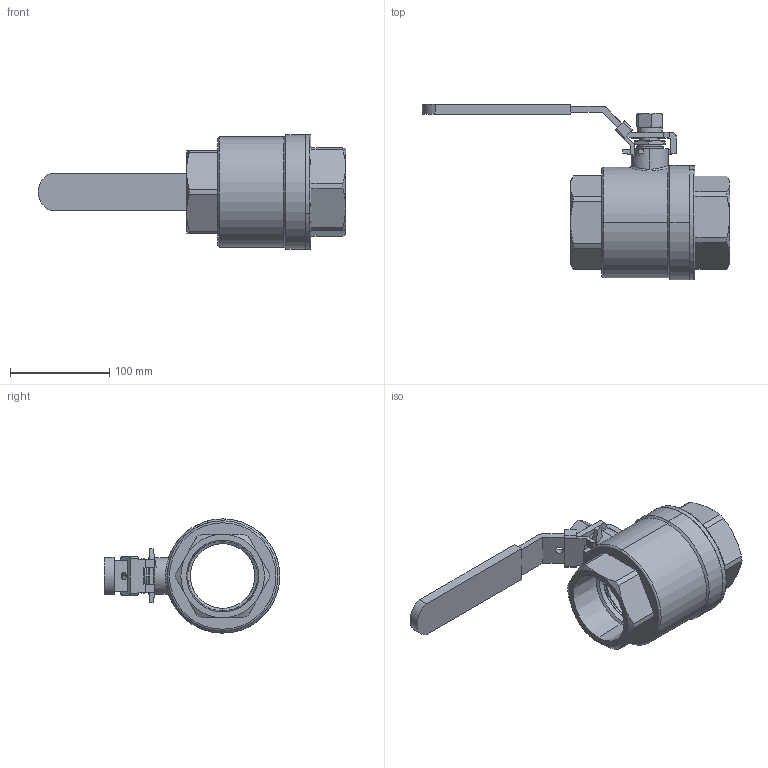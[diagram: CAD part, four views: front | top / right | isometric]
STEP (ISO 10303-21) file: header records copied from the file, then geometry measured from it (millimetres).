
FILE_DESCRIPTION (( 'STEP AP214' ), '1' );
FILE_NAME ('212QF278.STEP', '2024-06-26T03:38:33', ( 'Windows 蚚誧' ), ( 'Organization' ), 'SwSTEP 2.0', 'SolidWorks 2022', '' );
FILE_SCHEMA (( 'AUTOMOTIVE_DESIGN' ));
Length unit declared in the file: millimetre
Products named in the file (13): СƬ212; 212QF278; 212參忒; 笢諳212; 球垫212; 跡擘212M27; 湮え212; A2N笢粣212; QF212⑩ 21.2; 212极; hex nuts, style 1-grades ab gb_GB_FASTENER_NUT_SNAB1 M16-N; spring lock washers--normal type gb_GB_FASTENER_WASHER_SW 16; 212裔
Assembly tree (13 placements, depth 2):
  212QF278
    212极
    212裔
    球垫212  x2
    СƬ212
    212參忒
    QF212⑩ 21.2
    A2N笢粣212
    笢諳212
    跡擘212M27
    spring lock washers--normal type gb_GB_FASTENER_WASHER_SW 16
    hex nuts, style 1-grades ab gb_GB_FASTENER_NUT_SNAB1 M16-N
    湮え212
Bounding box: 309 x 176.6 x 115 mm (x, y, z)
Volume: 787734.5 mm3; surface area: 243679.7 mm2
Topology: 14 solids, 14 shells, 1042 faces, 2918 edges, 1919 vertices
Faces by surface type: cylinder 442, bspline 386, plane 147, cone 55, torus 10, sphere 2
Entity records: 621702 total; most frequent: CARTESIAN_POINT 600548, ORIENTED_EDGE 5782, EDGE_CURVE 2891, DIRECTION 2713, VERTEX_POINT 1904, EDGE_LOOP 1071, ADVANCED_FACE 1030, FACE_OUTER_BOUND 1030
